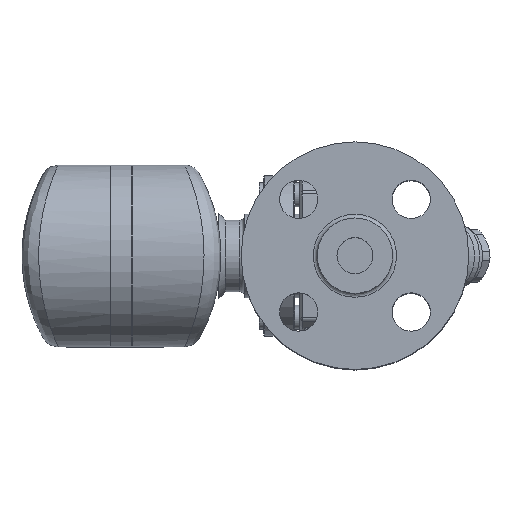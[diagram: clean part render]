
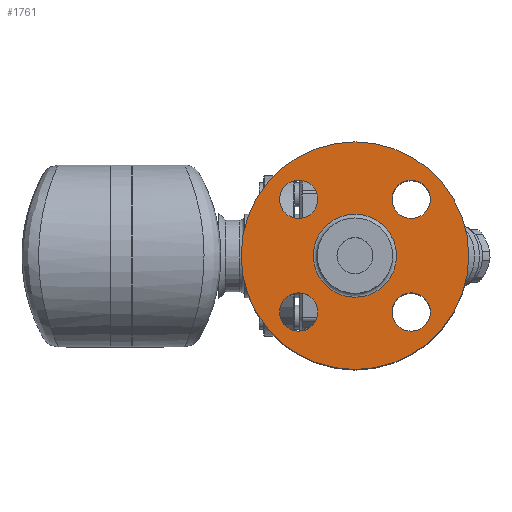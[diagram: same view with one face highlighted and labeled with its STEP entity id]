
A CAD part, top view. The second image highlights one B-rep face of the part: STEP entity #1761.
In plain terms, the highlighted planar face has unit normal (0, 0, 1).
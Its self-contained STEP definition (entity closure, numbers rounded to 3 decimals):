
#823=CARTESIAN_POINT('',(140.5,0.0,87.4));
#824=VERTEX_POINT('',#823);
#825=CARTESIAN_POINT('',(93.,0.0,87.4));
#826=DIRECTION('',(0.0,0.0,1.0));
#827=DIRECTION('',(1.0,0.0,0.0));
#828=AXIS2_PLACEMENT_3D('',#825,#826,#827);
#829=CIRCLE('',#828,47.5);
#830=EDGE_CURVE('',#824,#824,#829,.T.);
#867=CARTESIAN_POINT('',(69.489,15.511,87.4));
#868=VERTEX_POINT('',#867);
#869=CARTESIAN_POINT('',(69.489,23.511,87.4));
#870=DIRECTION('',(0.0,0.0,-1.0));
#871=DIRECTION('',(0.0,-1.0,0.0));
#872=AXIS2_PLACEMENT_3D('',#869,#870,#871);
#873=CIRCLE('',#872,8.0);
#874=EDGE_CURVE('',#868,#868,#873,.T.);
#908=CARTESIAN_POINT('',(108.511,23.511,87.4));
#909=VERTEX_POINT('',#908);
#910=CARTESIAN_POINT('',(116.511,23.511,87.4));
#911=DIRECTION('',(0.0,0.0,-1.0));
#912=DIRECTION('',(-1.0,0.0,0.0));
#913=AXIS2_PLACEMENT_3D('',#910,#911,#912);
#914=CIRCLE('',#913,8.0);
#915=EDGE_CURVE('',#909,#909,#914,.T.);
#949=CARTESIAN_POINT('',(116.511,-15.511,87.4));
#950=VERTEX_POINT('',#949);
#951=CARTESIAN_POINT('',(116.511,-23.511,87.4));
#952=DIRECTION('',(0.0,0.0,-1.0));
#953=DIRECTION('',(0.0,1.0,0.0));
#954=AXIS2_PLACEMENT_3D('',#951,#952,#953);
#955=CIRCLE('',#954,8.0);
#956=EDGE_CURVE('',#950,#950,#955,.T.);
#990=CARTESIAN_POINT('',(77.489,-23.511,87.4));
#991=VERTEX_POINT('',#990);
#992=CARTESIAN_POINT('',(69.489,-23.511,87.4));
#993=DIRECTION('',(0.0,0.0,-1.0));
#994=DIRECTION('',(1.0,0.0,0.0));
#995=AXIS2_PLACEMENT_3D('',#992,#993,#994);
#996=CIRCLE('',#995,8.0);
#997=EDGE_CURVE('',#991,#991,#996,.T.);
#1715=CARTESIAN_POINT('',(110.35,0.0,87.4));
#1716=VERTEX_POINT('',#1715);
#1717=CARTESIAN_POINT('',(93.,0.0,87.4));
#1718=DIRECTION('',(0.0,0.0,1.0));
#1719=DIRECTION('',(-1.0,0.0,0.0));
#1720=AXIS2_PLACEMENT_3D('',#1717,#1718,#1719);
#1721=CIRCLE('',#1720,17.35);
#1722=EDGE_CURVE('',#1716,#1716,#1721,.T.);
#1738=CARTESIAN_POINT('',(124.625,0.0,87.4));
#1739=DIRECTION('',(0.0,0.0,1.0));
#1740=DIRECTION('',(1.0,0.0,0.0));
#1741=AXIS2_PLACEMENT_3D('',#1738,#1739,#1740);
#1742=PLANE('',#1741);
#1743=ORIENTED_EDGE('',*,*,#830,.T.);
#1744=EDGE_LOOP('',(#1743));
#1745=FACE_OUTER_BOUND('',#1744,.T.);
#1746=ORIENTED_EDGE('',*,*,#874,.T.);
#1747=EDGE_LOOP('',(#1746));
#1748=FACE_BOUND('',#1747,.T.);
#1749=ORIENTED_EDGE('',*,*,#915,.T.);
#1750=EDGE_LOOP('',(#1749));
#1751=FACE_BOUND('',#1750,.T.);
#1752=ORIENTED_EDGE('',*,*,#956,.T.);
#1753=EDGE_LOOP('',(#1752));
#1754=FACE_BOUND('',#1753,.T.);
#1755=ORIENTED_EDGE('',*,*,#997,.T.);
#1756=EDGE_LOOP('',(#1755));
#1757=FACE_BOUND('',#1756,.T.);
#1758=ORIENTED_EDGE('',*,*,#1722,.F.);
#1759=EDGE_LOOP('',(#1758));
#1760=FACE_BOUND('',#1759,.T.);
#1761=ADVANCED_FACE('',(#1745,#1748,#1751,#1754,#1757,#1760),#1742,.T.);
